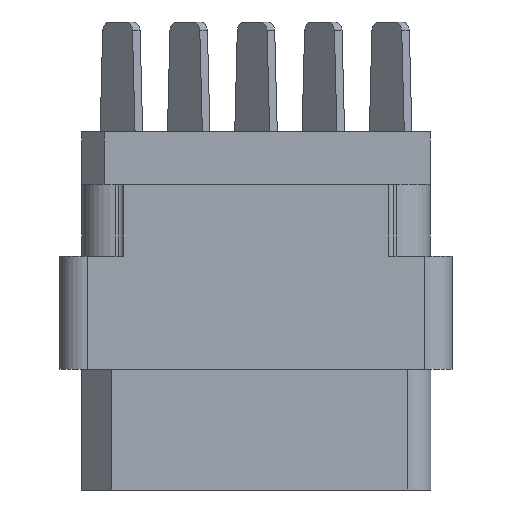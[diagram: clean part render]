
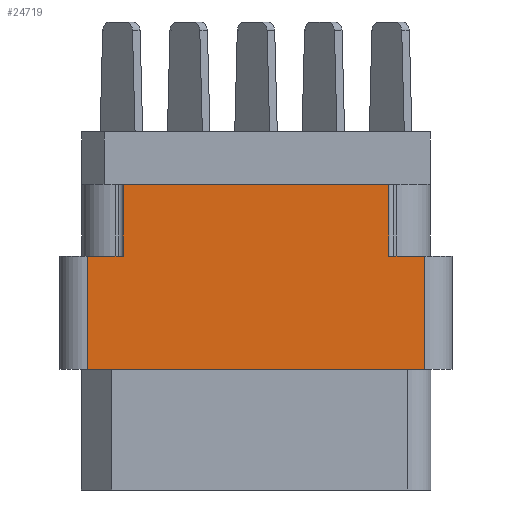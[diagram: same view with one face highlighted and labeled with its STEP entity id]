
A CAD part, left-side view. The second image highlights one B-rep face of the part: STEP entity #24719.
In plain terms, the highlighted planar face has unit normal (-1, 0, 0).
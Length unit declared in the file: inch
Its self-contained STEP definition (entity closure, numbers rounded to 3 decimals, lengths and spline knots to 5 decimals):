
#212 = CARTESIAN_POINT ( 'NONE',  ( -1., 0.296, -0.277 ) ) ;
#381 = ORIENTED_EDGE ( 'NONE', *, *, #14874, .F. ) ;
#579 = CARTESIAN_POINT ( 'NONE',  ( -1., 0.376, -0.798 ) ) ;
#777 = ORIENTED_EDGE ( 'NONE', *, *, #12564, .F. ) ;
#788 = LINE ( 'NONE', #3524, #15595 ) ;
#972 = ORIENTED_EDGE ( 'NONE', *, *, #27928, .F. ) ;
#1075 = CARTESIAN_POINT ( 'NONE',  ( -1., -0.296, -0.277 ) ) ;
#1112 = DIRECTION ( 'NONE',  ( 0., 0., 1. ) ) ;
#1296 = FACE_OUTER_BOUND ( 'NONE', #22230, .T. ) ;
#3453 = VECTOR ( 'NONE', #12275, 39.37008 ) ;
#3489 = LINE ( 'NONE', #579, #32561 ) ;
#3524 = CARTESIAN_POINT ( 'NONE',  ( -1., -0.376, -0.529 ) ) ;
#3556 = CARTESIAN_POINT ( 'NONE',  ( -1., 0.376, -0.529 ) ) ;
#4783 = DIRECTION ( 'NONE',  ( 0., 0., 1. ) ) ;
#5553 = CARTESIAN_POINT ( 'NONE',  ( -1., -0.296, -0.117 ) ) ;
#6261 = DIRECTION ( 'NONE',  ( 0., 0., 1. ) ) ;
#6361 = ORIENTED_EDGE ( 'NONE', *, *, #17629, .T. ) ;
#6471 = DIRECTION ( 'NONE',  ( 0., 1., 0. ) ) ;
#6865 = VECTOR ( 'NONE', #4783, 39.37008 ) ;
#7542 = CARTESIAN_POINT ( 'NONE',  ( -1., -0.376, -0.798 ) ) ;
#7801 = CARTESIAN_POINT ( 'NONE',  ( -1., 0.296, -0.277 ) ) ;
#8942 = AXIS2_PLACEMENT_3D ( 'NONE', #35493, #15640, #1112 ) ;
#9365 = DIRECTION ( 'NONE',  ( 0., -1., 0. ) ) ;
#10751 = LINE ( 'NONE', #7801, #13901 ) ;
#11281 = CARTESIAN_POINT ( 'NONE',  ( -1., -0.296, -0.277 ) ) ;
#12275 = DIRECTION ( 'NONE',  ( 0., -1., 0. ) ) ;
#12343 = CARTESIAN_POINT ( 'NONE',  ( -1., 0.438, -0.117 ) ) ;
#12564 = EDGE_CURVE ( 'NONE', #29946, #27742, #13871, .T. ) ;
#13871 = LINE ( 'NONE', #11281, #20837 ) ;
#13901 = VECTOR ( 'NONE', #21429, 39.37008 ) ;
#13913 = CARTESIAN_POINT ( 'NONE',  ( -1., -0.296, -0.277 ) ) ;
#14184 = VECTOR ( 'NONE', #29833, 39.37008 ) ;
#14874 = EDGE_CURVE ( 'NONE', #32904, #26836, #10751, .T. ) ;
#15019 = LINE ( 'NONE', #13913, #25902 ) ;
#15129 = CARTESIAN_POINT ( 'NONE',  ( -1., 0.296, -0.117 ) ) ;
#15541 = VERTEX_POINT ( 'NONE', #5553 ) ;
#15595 = VECTOR ( 'NONE', #6471, 39.37008 ) ;
#15640 = DIRECTION ( 'NONE',  ( -1., 0., 0. ) ) ;
#17629 = EDGE_CURVE ( 'NONE', #29269, #27742, #21533, .T. ) ;
#19420 = CARTESIAN_POINT ( 'NONE',  ( -1., -0.376, -0.529 ) ) ;
#19754 = EDGE_CURVE ( 'NONE', #24527, #32904, #29392, .T. ) ;
#20837 = VECTOR ( 'NONE', #9365, 39.37008 ) ;
#20889 = EDGE_CURVE ( 'NONE', #29946, #15541, #15019, .T. ) ;
#21429 = DIRECTION ( 'NONE',  ( 0., 0., 1. ) ) ;
#21533 = LINE ( 'NONE', #7542, #6865 ) ;
#22230 = EDGE_LOOP ( 'NONE', ( #25321, #972, #6361, #777, #28376, #26296, #381, #30171 ) ) ;
#23563 = EDGE_CURVE ( 'NONE', #26836, #15541, #29651, .T. ) ;
#23698 = CARTESIAN_POINT ( 'NONE',  ( -1., 0.438, -0.277 ) ) ;
#24527 = VERTEX_POINT ( 'NONE', #28886 ) ;
#24719 = ADVANCED_FACE ( 'NONE', ( #1296 ), #35306, .T. ) ;
#25028 = VERTEX_POINT ( 'NONE', #3556 ) ;
#25321 = ORIENTED_EDGE ( 'NONE', *, *, #34894, .F. ) ;
#25902 = VECTOR ( 'NONE', #30108, 39.37008 ) ;
#26296 = ORIENTED_EDGE ( 'NONE', *, *, #23563, .F. ) ;
#26836 = VERTEX_POINT ( 'NONE', #15129 ) ;
#27742 = VERTEX_POINT ( 'NONE', #35762 ) ;
#27928 = EDGE_CURVE ( 'NONE', #29269, #25028, #788, .T. ) ;
#28376 = ORIENTED_EDGE ( 'NONE', *, *, #20889, .T. ) ;
#28886 = CARTESIAN_POINT ( 'NONE',  ( -1., 0.376, -0.277 ) ) ;
#29269 = VERTEX_POINT ( 'NONE', #19420 ) ;
#29392 = LINE ( 'NONE', #23698, #3453 ) ;
#29651 = LINE ( 'NONE', #12343, #14184 ) ;
#29833 = DIRECTION ( 'NONE',  ( 0., -1., 0. ) ) ;
#29946 = VERTEX_POINT ( 'NONE', #1075 ) ;
#30108 = DIRECTION ( 'NONE',  ( 0., 0., 1. ) ) ;
#30171 = ORIENTED_EDGE ( 'NONE', *, *, #19754, .F. ) ;
#32561 = VECTOR ( 'NONE', #6261, 39.37008 ) ;
#32904 = VERTEX_POINT ( 'NONE', #212 ) ;
#34894 = EDGE_CURVE ( 'NONE', #25028, #24527, #3489, .T. ) ;
#35306 = PLANE ( 'NONE',  #8942 ) ;
#35493 = CARTESIAN_POINT ( 'NONE',  ( -1., -0.376, -0.798 ) ) ;
#35762 = CARTESIAN_POINT ( 'NONE',  ( -1., -0.376, -0.277 ) ) ;
